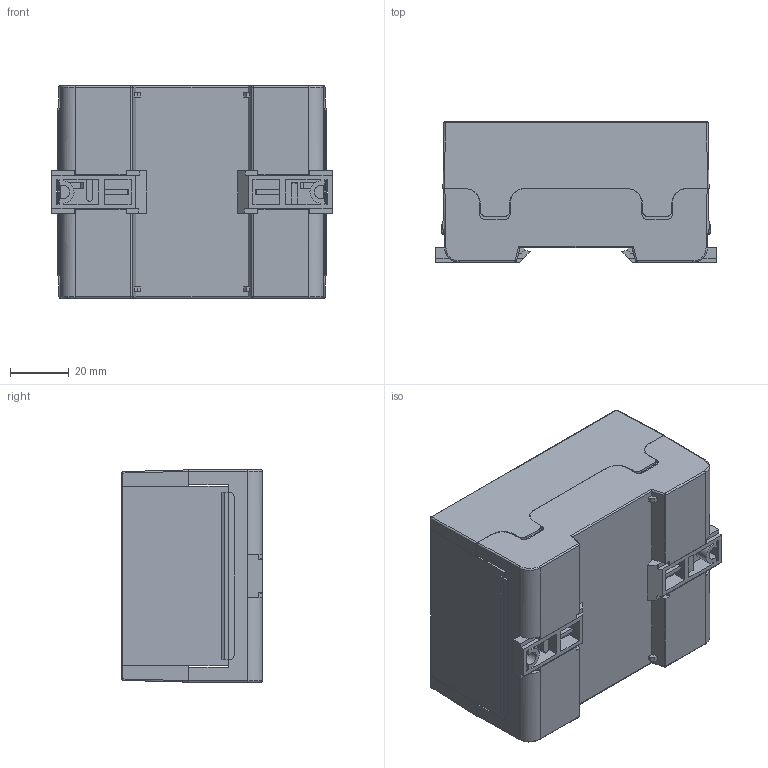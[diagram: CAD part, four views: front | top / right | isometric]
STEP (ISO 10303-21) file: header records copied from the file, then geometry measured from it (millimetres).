
FILE_DESCRIPTION (( 'STEP AP203' ), '1' );
FILE_NAME ('449-440-55.STEP', '2021-08-24T14:30:30', ( '' ), ( '' ), 'SwSTEP 2.0', 'SolidWorks 2018', '' );
FILE_SCHEMA (( 'CONFIG_CONTROL_DESIGN' ));
Length unit declared in the file: millimetre
Products named in the file (4): 044934011; 044900300; 449-440-55; 044944051_044944056
Assembly tree (4 placements, depth 2):
  449-440-55
    044944051_044944056
    044934011
    044900300  x2
Bounding box: 95 x 47.8 x 72.5 mm (x, y, z)
Volume: 42455.7 mm3; surface area: 56530.2 mm2
Topology: 4 solids, 4 shells, 554 faces, 1556 edges, 1016 vertices
Faces by surface type: plane 440, cylinder 98, sphere 8, cone 4, torus 4
Entity records: 16651 total; most frequent: CARTESIAN_POINT 3031, ORIENTED_EDGE 2854, DIRECTION 2577, EDGE_CURVE 1427, VECTOR 1213, LINE 1213, VERTEX_POINT 936, AXIS2_PLACEMENT_3D 682
